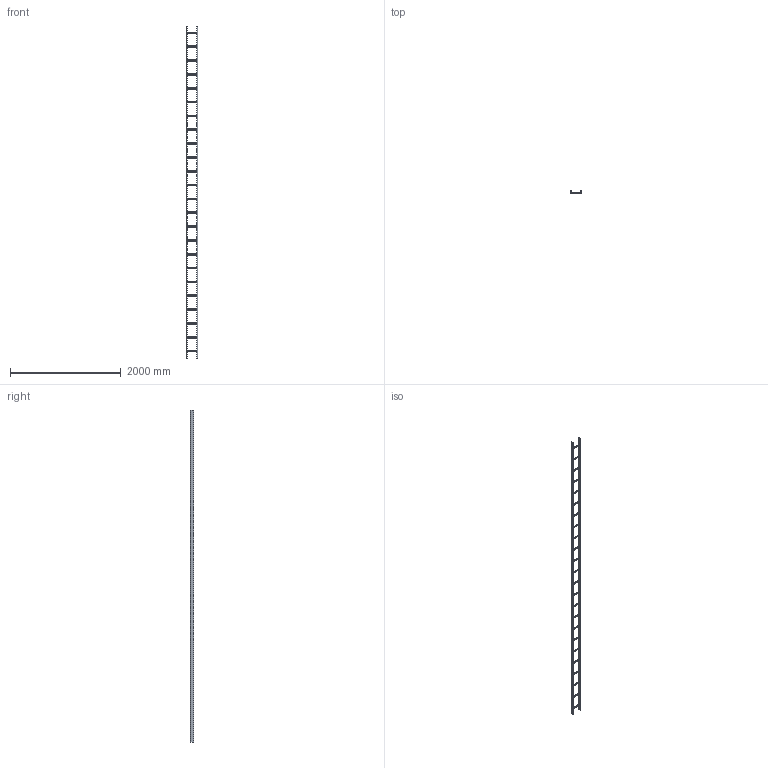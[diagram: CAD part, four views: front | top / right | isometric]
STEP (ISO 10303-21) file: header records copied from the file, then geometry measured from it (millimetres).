
FILE_DESCRIPTION (( 'STEP AP203' ), '1' );
FILE_NAME ('10-02-1218.STEP', '2013-05-02T07:36:45', ( 'asennus' ), ( '' ), 'SwSTEP 2.0', 'SolidWorks 2013', '' );
FILE_SCHEMA (( 'CONFIG_CONTROL_DESIGN' ));
Length unit declared in the file: millimetre
Products named in the file (1): 10-02-1218
Bounding box: 200 x 60 x 6000 mm (x, y, z)
Volume: 3388561.9 mm3; surface area: 3655718.8 mm2
Topology: 26 solids, 26 shells, 2036 faces, 4800 edges, 2816 vertices
Faces by surface type: plane 1356, cylinder 680
Entity records: 57599 total; most frequent: DIRECTION 10234, CARTESIAN_POINT 9653, ORIENTED_EDGE 9600, EDGE_CURVE 4800, VECTOR 3440, LINE 3440, AXIS2_PLACEMENT_3D 3397, VERTEX_POINT 2816
